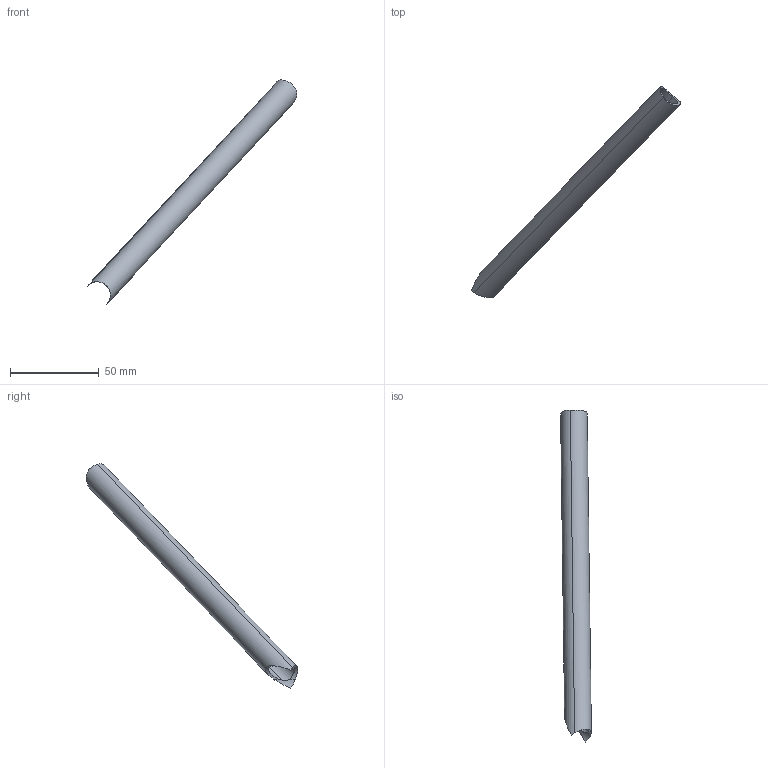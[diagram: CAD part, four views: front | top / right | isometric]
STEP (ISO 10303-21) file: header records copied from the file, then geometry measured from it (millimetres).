
FILE_DESCRIPTION(('STEP AP214'),'1');
FILE_NAME('37.stp','2018-12-06T12:34:55',(' '),(' '),'Spatial InterOp 3D',' ',' ');
FILE_SCHEMA(('automotive_design'));
Length unit declared in the file: metre
Products named in the file (1): Corps1
Bounding box: 118.02 x 119.18 x 126.44 mm (x, y, z)
Volume: 11686.8 mm3; surface area: 15794.1 mm2
Topology: 1 solids, 1 shells, 7 faces, 25 edges, 19 vertices
Faces by surface type: cylinder 7
Entity records: 693 total; most frequent: CARTESIAN_POINT 411, ORIENTED_EDGE 50, DIRECTION 30, EDGE_CURVE 25, VERTEX_POINT 19, B_SPLINE_CURVE_WITH_KNOTS 15, AXIS2_PLACEMENT_3D 12, STYLED_ITEM 8
